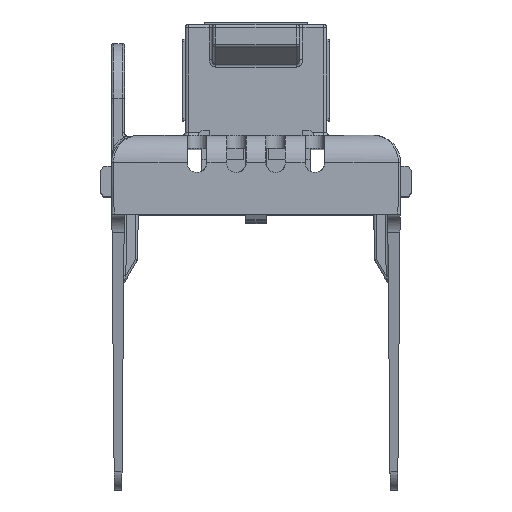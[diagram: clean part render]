
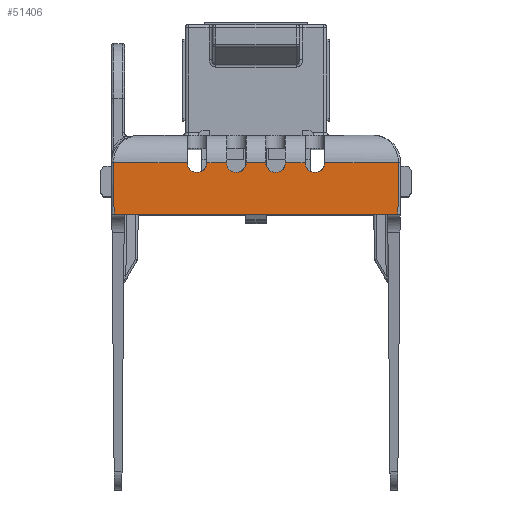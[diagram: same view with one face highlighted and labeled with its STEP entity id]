
A CAD part, top view. The second image highlights one B-rep face of the part: STEP entity #51406.
In plain terms, the highlighted face is planar.
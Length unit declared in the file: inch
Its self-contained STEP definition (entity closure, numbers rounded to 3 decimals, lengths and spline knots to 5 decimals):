
#2513 = CIRCLE ( 'NONE', #78998, 0.045 ) ;
#3498 = VECTOR ( 'NONE', #65482, 39.37008 ) ;
#4508 = EDGE_CURVE ( 'NONE', #95127, #88456, #35479, .T. ) ;
#6210 = ORIENTED_EDGE ( 'NONE', *, *, #4508, .T. ) ;
#7881 = CARTESIAN_POINT ( 'NONE',  ( -1.92043, 0.04891, -0.09 ) ) ;
#10306 = ORIENTED_EDGE ( 'NONE', *, *, #47063, .T. ) ;
#14331 = CARTESIAN_POINT ( 'NONE',  ( -1.92043, 0.04891, 0.045 ) ) ;
#14354 = DIRECTION ( 'NONE',  ( -1., -0.009, 0. ) ) ;
#14559 = CARTESIAN_POINT ( 'NONE',  ( -1.91838, -0.18609, -0.65038 ) ) ;
#15295 = VECTOR ( 'NONE', #19436, 39.37008 ) ;
#15371 = CARTESIAN_POINT ( 'NONE',  ( -1.92, 0., -0.662 ) ) ;
#15572 = CARTESIAN_POINT ( 'NONE',  ( -1.92043, 0.04891, 0.27 ) ) ;
#15658 = ORIENTED_EDGE ( 'NONE', *, *, #39876, .F. ) ;
#18267 = CIRCLE ( 'NONE', #102642, 0.045 ) ;
#18646 = CARTESIAN_POINT ( 'NONE',  ( -1.92043, 0.04891, -0.662 ) ) ;
#19186 = CARTESIAN_POINT ( 'NONE',  ( -1.92043, 0.04891, 0.65243 ) ) ;
#19436 = DIRECTION ( 'NONE',  ( 0., 0., 1. ) ) ;
#19983 = CARTESIAN_POINT ( 'NONE',  ( -1.92043, 0.04891, -0.315 ) ) ;
#24974 = VERTEX_POINT ( 'NONE', #14559 ) ;
#25161 = CARTESIAN_POINT ( 'NONE',  ( -1.92043, 0.04891, -0.27 ) ) ;
#25259 = VECTOR ( 'NONE', #35468, 39.37008 ) ;
#27993 = DIRECTION ( 'NONE',  ( 0., 0., -1. ) ) ;
#29866 = LINE ( 'NONE', #101959, #84637 ) ;
#31235 = VERTEX_POINT ( 'NONE', #93761 ) ;
#32912 = CIRCLE ( 'NONE', #98190, 0.045 ) ;
#35383 = ORIENTED_EDGE ( 'NONE', *, *, #49499, .T. ) ;
#35468 = DIRECTION ( 'NONE',  ( 0., 0., -1. ) ) ;
#35479 = LINE ( 'NONE', #18646, #92237 ) ;
#35498 = DIRECTION ( 'NONE',  ( 0.009, -1., 0. ) ) ;
#35812 = CARTESIAN_POINT ( 'NONE',  ( -1.92043, 0.04891, -0.662 ) ) ;
#36230 = VECTOR ( 'NONE', #96286, 39.37008 ) ;
#36585 = ORIENTED_EDGE ( 'NONE', *, *, #41870, .T. ) ;
#39585 = EDGE_CURVE ( 'NONE', #105405, #94987, #64286, .T. ) ;
#39876 = EDGE_CURVE ( 'NONE', #60395, #88456, #18267, .T. ) ;
#41870 = EDGE_CURVE ( 'NONE', #110051, #24974, #55572, .T. ) ;
#42363 = DIRECTION ( 'NONE',  ( 0.009, -1., 0. ) ) ;
#42591 = CARTESIAN_POINT ( 'NONE',  ( -1.92043, 0.04891, -0.65243 ) ) ;
#43356 = AXIS2_PLACEMENT_3D ( 'NONE', #15371, #105491, #42363 ) ;
#43406 = VERTEX_POINT ( 'NONE', #19186 ) ;
#43555 = FACE_OUTER_BOUND ( 'NONE', #109858, .T. ) ;
#46519 = CARTESIAN_POINT ( 'NONE',  ( -1.92043, 0.04891, 0.135 ) ) ;
#47063 = EDGE_CURVE ( 'NONE', #31235, #60151, #81904, .T. ) ;
#49334 = ORIENTED_EDGE ( 'NONE', *, *, #90794, .F. ) ;
#49499 = EDGE_CURVE ( 'NONE', #60395, #110051, #57850, .T. ) ;
#50658 = ORIENTED_EDGE ( 'NONE', *, *, #113012, .T. ) ;
#51038 = VERTEX_POINT ( 'NONE', #101928 ) ;
#51406 = ADVANCED_FACE ( 'NONE', ( #43555 ), #80232, .T. ) ;
#51549 = DIRECTION ( 'NONE',  ( -1., -0.009, 0. ) ) ;
#54225 = CARTESIAN_POINT ( 'NONE',  ( -1.92043, 0.04891, -0.662 ) ) ;
#54833 = VECTOR ( 'NONE', #73070, 39.37008 ) ;
#55572 = LINE ( 'NONE', #65192, #54833 ) ;
#57252 = CARTESIAN_POINT ( 'NONE',  ( -1.91838, -0.18609, -0.662 ) ) ;
#57466 = DIRECTION ( 'NONE',  ( -0.009, 1., 0.009 ) ) ;
#57558 = CARTESIAN_POINT ( 'NONE',  ( -1.92043, 0.04891, -0.135 ) ) ;
#57850 = LINE ( 'NONE', #113120, #36230 ) ;
#60069 = CARTESIAN_POINT ( 'NONE',  ( -1.91838, -0.18609, 0.65038 ) ) ;
#60151 = VERTEX_POINT ( 'NONE', #46519 ) ;
#60395 = VERTEX_POINT ( 'NONE', #19983 ) ;
#61207 = DIRECTION ( 'NONE',  ( 0.009, -1., 0. ) ) ;
#64286 = LINE ( 'NONE', #108778, #25259 ) ;
#65192 = CARTESIAN_POINT ( 'NONE',  ( -1.92, 0.00009, -0.652 ) ) ;
#65482 = DIRECTION ( 'NONE',  ( 0., 0., -1. ) ) ;
#65847 = CIRCLE ( 'NONE', #81226, 0.045 ) ;
#69236 = EDGE_CURVE ( 'NONE', #98265, #43406, #29866, .T. ) ;
#69867 = EDGE_CURVE ( 'NONE', #31235, #51038, #32912, .T. ) ;
#73070 = DIRECTION ( 'NONE',  ( 0.009, -1., 0.009 ) ) ;
#73365 = VECTOR ( 'NONE', #27993, 39.37008 ) ;
#74234 = LINE ( 'NONE', #35812, #73365 ) ;
#78998 = AXIS2_PLACEMENT_3D ( 'NONE', #7881, #117804, #35498 ) ;
#80232 = PLANE ( 'NONE',  #43356 ) ;
#81226 = AXIS2_PLACEMENT_3D ( 'NONE', #102039, #118877, #93608 ) ;
#81904 = LINE ( 'NONE', #54225, #3498 ) ;
#82846 = CARTESIAN_POINT ( 'NONE',  ( -1.92043, 0.04891, -0.045 ) ) ;
#83842 = CARTESIAN_POINT ( 'NONE',  ( -1.92043, 0.04891, -0.225 ) ) ;
#84637 = VECTOR ( 'NONE', #57466, 39.37008 ) ;
#87102 = EDGE_CURVE ( 'NONE', #95127, #94987, #2513, .T. ) ;
#88342 = EDGE_CURVE ( 'NONE', #43406, #51038, #74234, .T. ) ;
#88456 = VERTEX_POINT ( 'NONE', #83842 ) ;
#88905 = ORIENTED_EDGE ( 'NONE', *, *, #87102, .F. ) ;
#90794 = EDGE_CURVE ( 'NONE', #105405, #60151, #65847, .T. ) ;
#91583 = ORIENTED_EDGE ( 'NONE', *, *, #39585, .T. ) ;
#92237 = VECTOR ( 'NONE', #100953, 39.37008 ) ;
#93608 = DIRECTION ( 'NONE',  ( 0.009, -1., 0. ) ) ;
#93761 = CARTESIAN_POINT ( 'NONE',  ( -1.92043, 0.04891, 0.225 ) ) ;
#94987 = VERTEX_POINT ( 'NONE', #82846 ) ;
#95127 = VERTEX_POINT ( 'NONE', #57558 ) ;
#96286 = DIRECTION ( 'NONE',  ( 0., 0., -1. ) ) ;
#96722 = ORIENTED_EDGE ( 'NONE', *, *, #69236, .T. ) ;
#98190 = AXIS2_PLACEMENT_3D ( 'NONE', #15572, #51549, #61207 ) ;
#98265 = VERTEX_POINT ( 'NONE', #60069 ) ;
#100953 = DIRECTION ( 'NONE',  ( 0., 0., -1. ) ) ;
#101928 = CARTESIAN_POINT ( 'NONE',  ( -1.92043, 0.04891, 0.315 ) ) ;
#101959 = CARTESIAN_POINT ( 'NONE',  ( -1.9199, -0.01147, 0.6519 ) ) ;
#102039 = CARTESIAN_POINT ( 'NONE',  ( -1.92043, 0.04891, 0.09 ) ) ;
#102642 = AXIS2_PLACEMENT_3D ( 'NONE', #25161, #14354, #105663 ) ;
#102939 = LINE ( 'NONE', #57252, #15295 ) ;
#105405 = VERTEX_POINT ( 'NONE', #14331 ) ;
#105491 = DIRECTION ( 'NONE',  ( -1., -0.009, 0. ) ) ;
#105663 = DIRECTION ( 'NONE',  ( 0.009, -1., 0. ) ) ;
#108778 = CARTESIAN_POINT ( 'NONE',  ( -1.92043, 0.04891, -0.662 ) ) ;
#109858 = EDGE_LOOP ( 'NONE', ( #50658, #96722, #112128, #114129, #10306, #49334, #91583, #88905, #6210, #15658, #35383, #36585 ) ) ;
#110051 = VERTEX_POINT ( 'NONE', #42591 ) ;
#112128 = ORIENTED_EDGE ( 'NONE', *, *, #88342, .T. ) ;
#113012 = EDGE_CURVE ( 'NONE', #24974, #98265, #102939, .T. ) ;
#113120 = CARTESIAN_POINT ( 'NONE',  ( -1.92043, 0.04891, -0.662 ) ) ;
#114129 = ORIENTED_EDGE ( 'NONE', *, *, #69867, .F. ) ;
#117804 = DIRECTION ( 'NONE',  ( -1., -0.009, 0. ) ) ;
#118877 = DIRECTION ( 'NONE',  ( -1., -0.009, 0. ) ) ;
